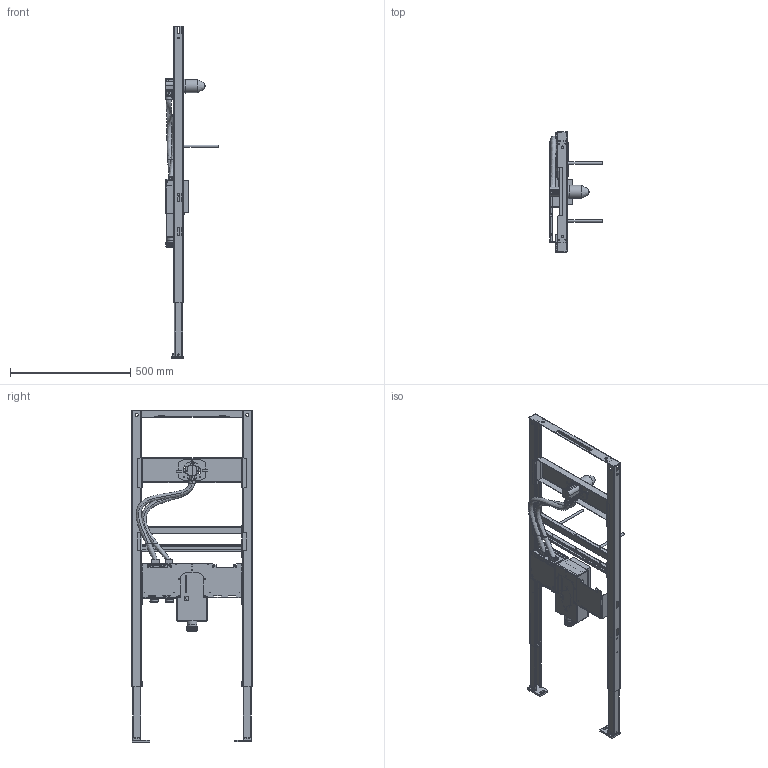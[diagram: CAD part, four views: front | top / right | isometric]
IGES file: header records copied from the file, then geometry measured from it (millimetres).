
Global section: file name: 111561; native system: Autodesk Inventor 2014; preprocessor: unknown; author: seihe2; date: 20170810.095406; units: millimetre
Bounding box: 220.2 x 500 x 1380 mm (x, y, z)
Volume: 4437145.4 mm3; surface area: 2010354.9 mm2
Topology: 45 solids, 47 shells, 2394 faces, 6198 edges, 3927 vertices
Faces by surface type: plane 1652, revolution 388, cylinder 243, bspline 62, cone 49
Full cylindrical faces by diameter (mm): 5 x1, 7.882 x1, 7.956 x1, 10 x2, 21.2 x2, 24 x2, 25 x1, 32 x1, 38.5 x5, 40.1 x1, 40.11 x1, 55 x1, 57 x1
